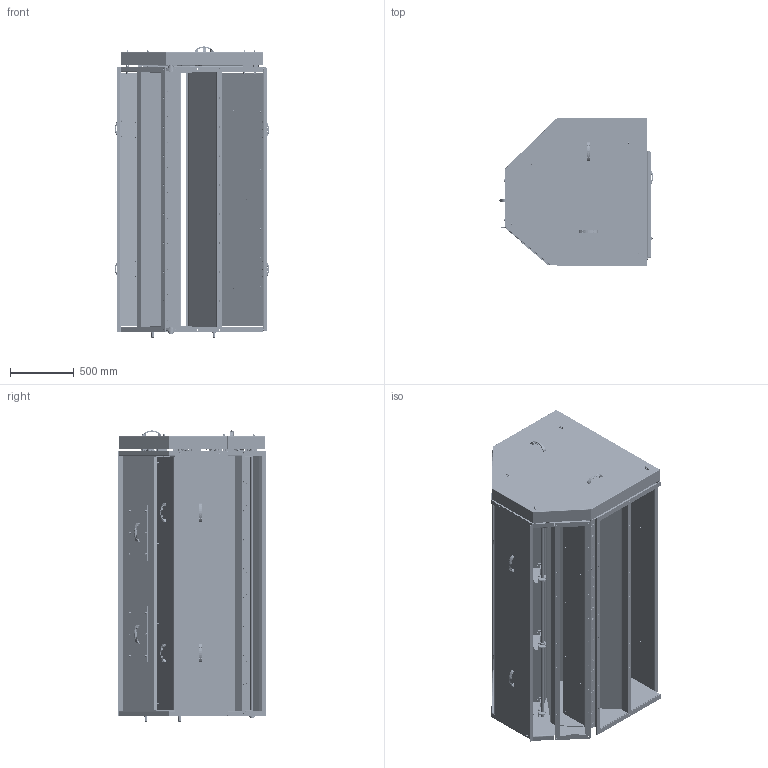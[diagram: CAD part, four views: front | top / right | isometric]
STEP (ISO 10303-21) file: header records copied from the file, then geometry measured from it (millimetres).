
FILE_DESCRIPTION(/* description */ (''),/* implementation_level */ '2;1');
FILE_NAME(/* name */ 'SRKP200035.stp',/* time_stamp */ '2023-10-13T14:04:00+02:00',/* author */ ('EN'),/* organization */ (''),/* preprocessor_version */ 'ST-DEVELOPER v18.1',/* originating_system */ 'Autodesk Inventor 2021',/* authorisation */ '');
FILE_SCHEMA (('AUTOMOTIVE_DESIGN { 1 0 10303 214 3 1 1 }'));
Products named in the file (1): SRKP200035_Obal_1
Bounding box: 1214.42 x 1165 x 2290.21 mm (x, y, z)
Volume: 88223056.6 mm3; surface area: 42930209.6 mm2
Topology: 21 solids, 21 shells, 14623 faces, 36056 edges, 22465 vertices
Faces by surface type: plane 6880, cylinder 4340, cone 2250, torus 660, sphere 267, bspline 226
Full cylindrical faces by diameter (mm): 1.5 x6, 1.7 x11, 1.82 x2, 2 x2, 2.2 x3, 2.459 x2, 2.5 x3, 2.8 x12, 3 x17, 3.242 x6, 4 x12, 4.134 x29, 4.2 x8, 4.3 x6, 4.5 x12, 4.917 x16, 5 x58, 5.1 x1, 5.2 x16, 5.4 x9, 5.5 x30, 5.8 x2, 6 x28, 6.3 x8, 6.485 x10, 6.5 x14, 6.6 x1, 6.647 x19, 6.8 x4, 7 x6
Entity records: 462714 total; most frequent: CARTESIAN_POINT 108871, DIRECTION 71286, ORIENTED_EDGE 71152, EDGE_CURVE 35576, AXIS2_PLACEMENT_3D 27251, VERTEX_POINT 22465, EDGE_LOOP 16913, LINE 16784
